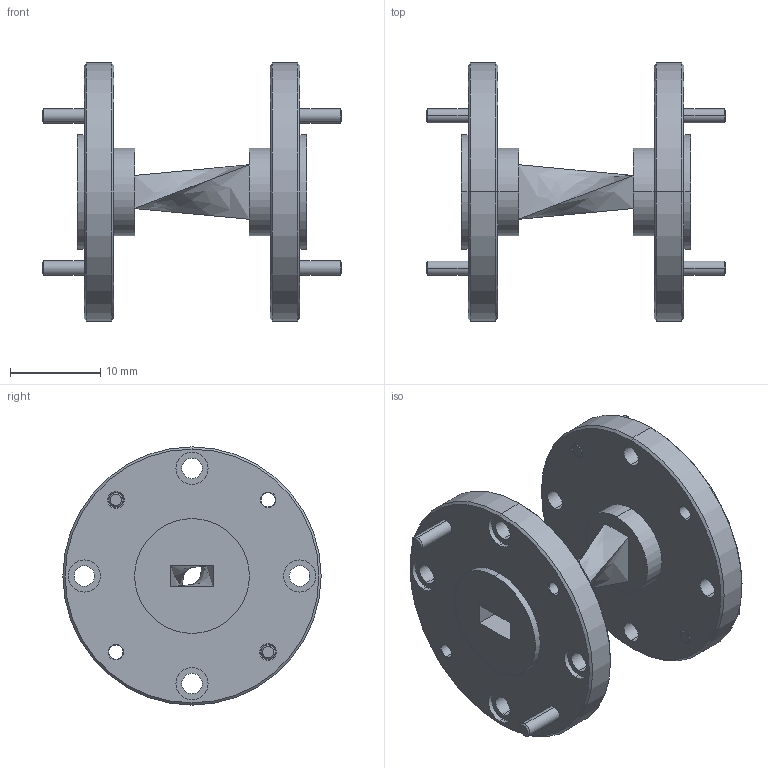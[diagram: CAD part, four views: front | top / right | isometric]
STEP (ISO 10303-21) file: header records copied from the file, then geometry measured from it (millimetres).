
FILE_DESCRIPTION (( 'STEP AP214' ), '1' );
FILE_NAME ('WB-TU-L, Defeatured.STEP', '2025-02-04T17:42:51', ( '' ), ( '' ), 'SwSTEP 2.0', 'SolidWorks 2021', '' );
FILE_SCHEMA (( 'AUTOMOTIVE_DESIGN' ));
Length unit declared in the file: inch
Products named in the file (1): WB-TU-L, Defeatured
Bounding box: 33.15 x 28.57 x 28.57 mm (x, y, z)
Volume: 4573.9 mm3; surface area: 4181.5 mm2
Topology: 5 solids, 5 shells, 152 faces, 332 edges, 204 vertices
Faces by surface type: cylinder 68, cone 44, plane 32, bspline 8
Entity records: 6372 total; most frequent: DIRECTION 802, CARTESIAN_POINT 777, ORIENTED_EDGE 664, EDGE_CURVE 332, AXIS2_PLACEMENT_3D 325, VERTEX_POINT 204, EDGE_LOOP 200, CIRCLE 180
